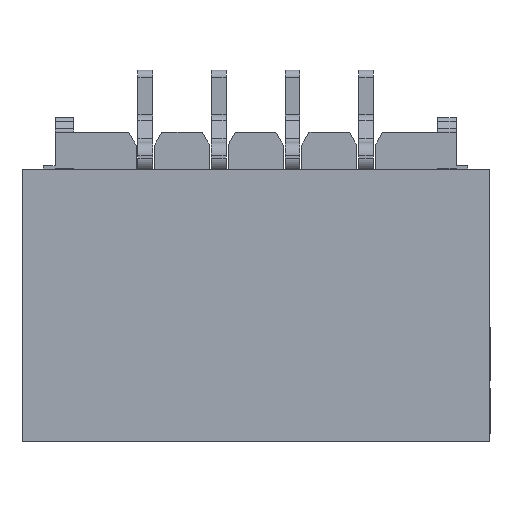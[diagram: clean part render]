
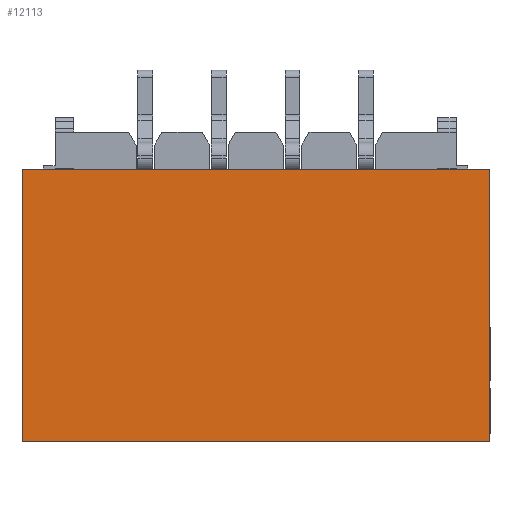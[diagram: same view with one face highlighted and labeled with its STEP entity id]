
A CAD part, top view. The second image highlights one B-rep face of the part: STEP entity #12113.
In plain terms, the highlighted planar face has unit normal (0, 0, 1).
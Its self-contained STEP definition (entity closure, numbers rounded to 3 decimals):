
#20 = VECTOR ( 'NONE', #1781, 1000. ) ;
#1332 = AXIS2_PLACEMENT_3D ( 'NONE', #15460, #3864, #8795 ) ;
#1497 = ORIENTED_EDGE ( 'NONE', *, *, #17032, .F. ) ;
#1738 = ORIENTED_EDGE ( 'NONE', *, *, #16819, .T. ) ;
#1781 = DIRECTION ( 'NONE',  ( 1., 0., 0. ) ) ;
#2122 = CARTESIAN_POINT ( 'NONE',  ( -3.175, -2.525, 3.38 ) ) ;
#2652 = ORIENTED_EDGE ( 'NONE', *, *, #4485, .F. ) ;
#2977 = FACE_OUTER_BOUND ( 'NONE', #12052, .T. ) ;
#2979 = VECTOR ( 'NONE', #5823, 1000. ) ;
#3716 = LINE ( 'NONE', #10570, #20 ) ;
#3864 = DIRECTION ( 'NONE',  ( 0., 0., -1. ) ) ;
#3912 = LINE ( 'NONE', #19566, #2979 ) ;
#4485 = EDGE_CURVE ( 'NONE', #16157, #14304, #3912, .T. ) ;
#5823 = DIRECTION ( 'NONE',  ( -1., 0., 0. ) ) ;
#8795 = DIRECTION ( 'NONE',  ( 0., 1., 0. ) ) ;
#9670 = LINE ( 'NONE', #16551, #15826 ) ;
#10078 = VECTOR ( 'NONE', #14307, 1000. ) ;
#10570 = CARTESIAN_POINT ( 'NONE',  ( -1.625, 1.175, 3.38 ) ) ;
#12052 = EDGE_LOOP ( 'NONE', ( #1738, #19670, #1497, #2652 ) ) ;
#12113 = ADVANCED_FACE ( 'NONE', ( #2977 ), #16926, .F. ) ;
#12385 = CARTESIAN_POINT ( 'NONE',  ( -3.175, -2.525, 3.38 ) ) ;
#13382 = EDGE_CURVE ( 'NONE', #14890, #14187, #3716, .T. ) ;
#14187 = VERTEX_POINT ( 'NONE', #21857 ) ;
#14304 = VERTEX_POINT ( 'NONE', #12385 ) ;
#14307 = DIRECTION ( 'NONE',  ( 0., 1., 0. ) ) ;
#14890 = VERTEX_POINT ( 'NONE', #15359 ) ;
#15359 = CARTESIAN_POINT ( 'NONE',  ( -3.175, 1.175, 3.38 ) ) ;
#15460 = CARTESIAN_POINT ( 'NONE',  ( -3.175, -2.525, 3.38 ) ) ;
#15826 = VECTOR ( 'NONE', #21327, 1000. ) ;
#15959 = LINE ( 'NONE', #2122, #10078 ) ;
#16157 = VERTEX_POINT ( 'NONE', #17915 ) ;
#16551 = CARTESIAN_POINT ( 'NONE',  ( 3.175, -2.525, 3.38 ) ) ;
#16819 = EDGE_CURVE ( 'NONE', #16157, #14187, #9670, .T. ) ;
#16926 = PLANE ( 'NONE',  #1332 ) ;
#17032 = EDGE_CURVE ( 'NONE', #14304, #14890, #15959, .T. ) ;
#17915 = CARTESIAN_POINT ( 'NONE',  ( 3.175, -2.525, 3.38 ) ) ;
#19566 = CARTESIAN_POINT ( 'NONE',  ( -3.175, -2.525, 3.38 ) ) ;
#19670 = ORIENTED_EDGE ( 'NONE', *, *, #13382, .F. ) ;
#21327 = DIRECTION ( 'NONE',  ( 0., 1., 0. ) ) ;
#21857 = CARTESIAN_POINT ( 'NONE',  ( 3.175, 1.175, 3.38 ) ) ;
